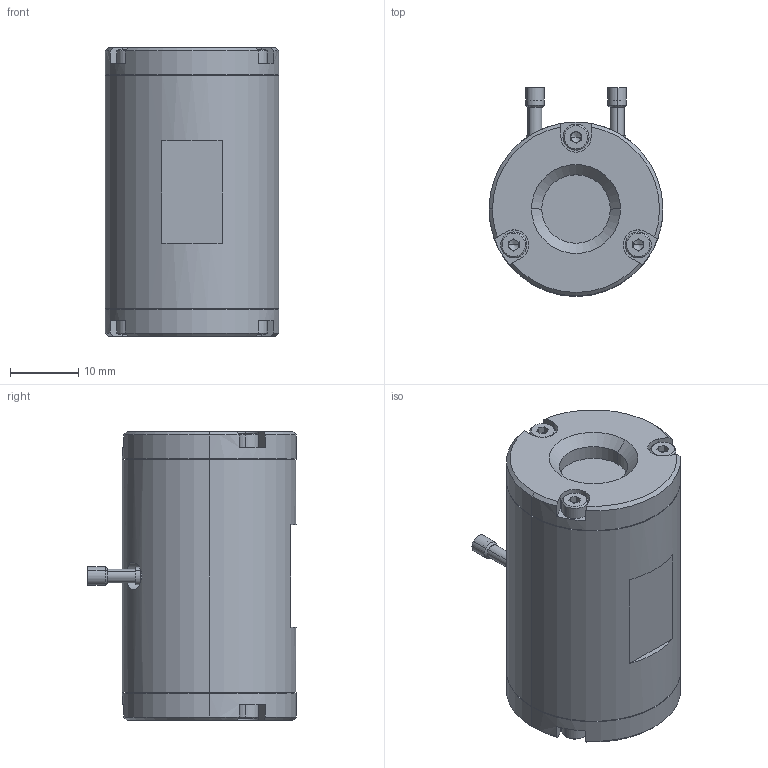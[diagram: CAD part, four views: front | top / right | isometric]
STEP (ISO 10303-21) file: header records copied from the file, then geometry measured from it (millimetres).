
FILE_DESCRIPTION (( 'STEP AP203' ), '1' );
FILE_NAME ('PCKxD.13.00.00.INFO.STEP', '2013-01-23T11:19:07', ( 'Almantas' ), ( '' ), 'SwSTEP 2.0', 'SolidWorks 2012', '' );
FILE_SCHEMA (( 'CONFIG_CONTROL_DESIGN' ));
Length unit declared in the file: millimetre
Products named in the file (1): PCKxD.13.00.00.INFO
Bounding box: 25.4 x 30.47 x 42.2 mm (x, y, z)
Surface area: 5464.7 mm2 (no closed solid volume)
Topology: 0 solids, 15 shells, 185 faces, 516 edges, 324 vertices
Faces by surface type: plane 91, cylinder 54, cone 40
Entity records: 6009 total; most frequent: CARTESIAN_POINT 1164, DIRECTION 1070, ORIENTED_EDGE 876, EDGE_CURVE 504, AXIS2_PLACEMENT_3D 396, VERTEX_POINT 324, LINE 278, VECTOR 278
